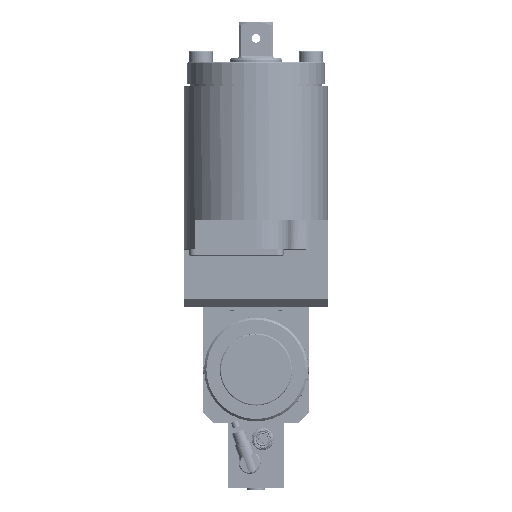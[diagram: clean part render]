
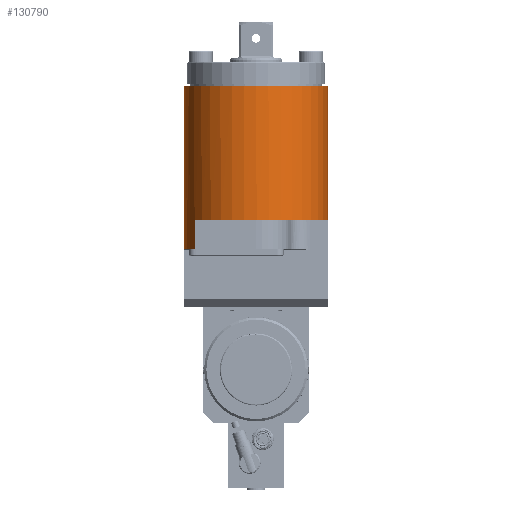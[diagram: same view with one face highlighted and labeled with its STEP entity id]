
A CAD part, left-side view. The second image highlights one B-rep face of the part: STEP entity #130790.
In plain terms, the highlighted cylindrical face has radius 54.5 mm (diameter 109 mm), a partial arc.
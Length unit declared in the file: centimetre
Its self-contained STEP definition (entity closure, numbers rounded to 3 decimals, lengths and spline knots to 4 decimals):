
#18293=LINE('',#285957,#27551);
#18307=LINE('',#286007,#27565);
#18309=LINE('',#286044,#27567);
#27551=VECTOR('',#178602,10.2);
#27565=VECTOR('',#178644,12.4);
#27567=VECTOR('',#178684,2.2);
#29496=CYLINDRICAL_SURFACE('',#143813,5.45);
#36017=FACE_OUTER_BOUND('',#43379,.T.);
#43379=EDGE_LOOP('',(#119633,#119634,#119635,#119636,#119637,#119638));
#49688=CIRCLE('',#143802,5.45);
#49699=CIRCLE('',#143814,5.45);
#49700=CIRCLE('',#143815,5.45);
#62323=VERTEX_POINT('',#285954);
#62324=VERTEX_POINT('',#285956);
#62345=VERTEX_POINT('',#286004);
#62346=VERTEX_POINT('',#286006);
#62361=VERTEX_POINT('',#286040);
#62362=VERTEX_POINT('',#286042);
#81518=EDGE_CURVE('',#62323,#62324,#18293,.T.);
#81543=EDGE_CURVE('',#62346,#62345,#18307,.T.);
#81549=EDGE_CURVE('',#62323,#62346,#49688,.T.);
#81560=EDGE_CURVE('',#62324,#62361,#49699,.T.);
#81561=EDGE_CURVE('',#62362,#62345,#49700,.T.);
#81562=EDGE_CURVE('',#62361,#62362,#18309,.T.);
#119633=ORIENTED_EDGE('',*,*,#81560,.F.);
#119634=ORIENTED_EDGE('',*,*,#81518,.F.);
#119635=ORIENTED_EDGE('',*,*,#81549,.T.);
#119636=ORIENTED_EDGE('',*,*,#81543,.T.);
#119637=ORIENTED_EDGE('',*,*,#81561,.F.);
#119638=ORIENTED_EDGE('',*,*,#81562,.F.);
#130790=ADVANCED_FACE('',(#36017),#29496,.T.);
#143802=AXIS2_PLACEMENT_3D('',#286018,#178656,#178657);
#143813=AXIS2_PLACEMENT_3D('',#286039,#178678,#178679);
#143814=AXIS2_PLACEMENT_3D('',#286041,#178680,#178681);
#143815=AXIS2_PLACEMENT_3D('',#286043,#178682,#178683);
#178602=DIRECTION('',(0.,0.,-1.));
#178644=DIRECTION('',(0.,0.,-1.));
#178656=DIRECTION('center_axis',(0.,0.,
-1.));
#178657=DIRECTION('ref_axis',(0.,-1.,0.));
#178678=DIRECTION('center_axis',(0.,0.,
-1.));
#178679=DIRECTION('ref_axis',(-1.,0.,0.));
#178680=DIRECTION('center_axis',(0.,0.,
-1.));
#178681=DIRECTION('ref_axis',(0.,-1.,0.));
#178682=DIRECTION('center_axis',(0.,0.,
-1.));
#178683=DIRECTION('ref_axis',(-0.514,0.858,0.));
#178684=DIRECTION('',(0.,0.,-1.));
#285954=CARTESIAN_POINT('',(-4.9,-5.45,11.3));
#285956=CARTESIAN_POINT('',(-4.9,-5.45,1.1));
#285957=CARTESIAN_POINT('',(-4.9,-5.45,11.3));
#286004=CARTESIAN_POINT('',(-4.9,5.45,-1.1));
#286006=CARTESIAN_POINT('',(-4.9,5.45,11.3));
#286007=CARTESIAN_POINT('',(-4.9,5.45,11.3));
#286018=CARTESIAN_POINT('Origin',(-4.9,0.,
11.3));
#286039=CARTESIAN_POINT('Origin',(-4.9,0.,
11.3));
#286040=CARTESIAN_POINT('',(-7.7,4.6757,1.1));
#286041=CARTESIAN_POINT('Origin',(-4.9,0.,
1.1));
#286042=CARTESIAN_POINT('',(-7.7,4.6757,-1.1));
#286043=CARTESIAN_POINT('Origin',(-4.9,0.,
-1.1));
#286044=CARTESIAN_POINT('',(-7.7,4.6757,1.1));
